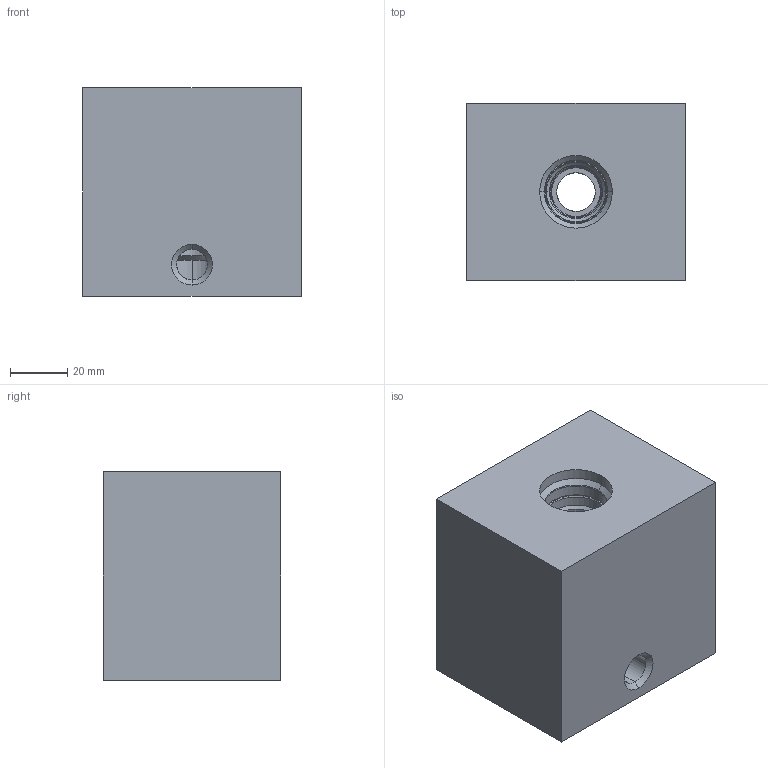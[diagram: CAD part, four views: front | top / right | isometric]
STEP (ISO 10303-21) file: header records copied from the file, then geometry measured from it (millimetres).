
FILE_DESCRIPTION((''),'2;1');
FILE_NAME('FA3_ASM','2019-08-29T',('ProEService'),(''),'PRO/ENGINEER BY PARAMETRIC TECHNOLOGY CORPORATION, 2014200','PRO/ENGINEER BY PARAMETRIC TECHNOLOGY CORPORATION, 2014200','');
FILE_SCHEMA(('CONFIG_CONTROL_DESIGN'));
Length unit declared in the file: inch
Products named in the file (2): 152-280-001; FA3_ASM
Assembly tree (1 placements, depth 2):
  FA3_ASM
    152-280-001
Bounding box: 76.2 x 61.93 x 73.03 mm (x, y, z)
Volume: 297580.9 mm3; surface area: 42451.5 mm2
Topology: 1 solids, 1 shells, 116 faces, 490 edges, 450 vertices
Faces by surface type: cone 59, cylinder 45, plane 8, torus 4
Entity records: 5412 total; most frequent: CARTESIAN_POINT 1568, DIRECTION 821, ORIENTED_EDGE 570, VECTOR 303, LINE 303, EDGE_CURVE 285, AXIS2_PLACEMENT_3D 259, TRIMMED_CURVE 185
